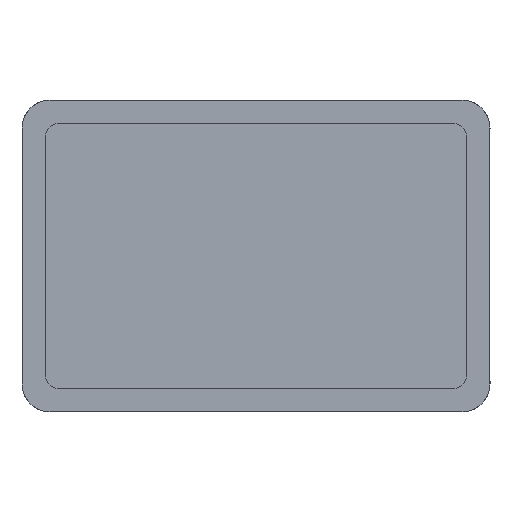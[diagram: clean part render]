
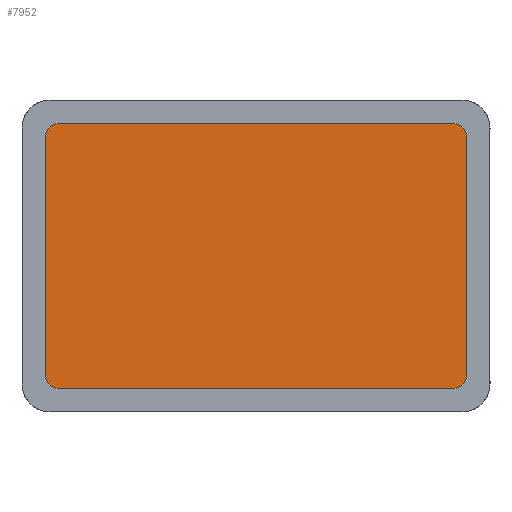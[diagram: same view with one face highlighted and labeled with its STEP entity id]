
A CAD part, front view. The second image highlights one B-rep face of the part: STEP entity #7952.
In plain terms, the highlighted planar face has unit normal (0, -1, 0).
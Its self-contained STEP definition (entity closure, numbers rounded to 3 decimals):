
#116 = DIRECTION ( 'NONE',  ( 0., 0., 1. ) ) ;
#149 = CIRCLE ( 'NONE', #12050, 9. ) ;
#153 = CARTESIAN_POINT ( 'NONE',  ( -126., 0., 76. ) ) ;
#349 = CARTESIAN_POINT ( 'NONE',  ( -135., 0., -76. ) ) ;
#426 = VERTEX_POINT ( 'NONE', #637 ) ;
#590 = EDGE_CURVE ( 'NONE', #2256, #426, #12619, .T. ) ;
#637 = CARTESIAN_POINT ( 'NONE',  ( -135., 0., 76. ) ) ;
#952 = PLANE ( 'NONE',  #10558 ) ;
#1331 = DIRECTION ( 'NONE',  ( 0., 1., 0. ) ) ;
#1411 = EDGE_CURVE ( 'NONE', #5806, #13191, #11107, .T. ) ;
#1530 = EDGE_CURVE ( 'NONE', #426, #15726, #10895, .T. ) ;
#1540 = EDGE_CURVE ( 'NONE', #7528, #6949, #6527, .T. ) ;
#2040 = DIRECTION ( 'NONE',  ( 0., 1., 0. ) ) ;
#2167 = VECTOR ( 'NONE', #16137, 1000. ) ;
#2256 = VERTEX_POINT ( 'NONE', #349 ) ;
#2371 = CARTESIAN_POINT ( 'NONE',  ( 126., 0., -76. ) ) ;
#3363 = DIRECTION ( 'NONE',  ( 0., 1., 0. ) ) ;
#3714 = DIRECTION ( 'NONE',  ( 0., 0., 1. ) ) ;
#3740 = ORIENTED_EDGE ( 'NONE', *, *, #13001, .F. ) ;
#4649 = CARTESIAN_POINT ( 'NONE',  ( -126., 0., -85. ) ) ;
#4845 = DIRECTION ( 'NONE',  ( 0., 0., 1. ) ) ;
#5055 = ORIENTED_EDGE ( 'NONE', *, *, #590, .F. ) ;
#5250 = CARTESIAN_POINT ( 'NONE',  ( -135., 0., 76. ) ) ;
#5604 = VECTOR ( 'NONE', #12820, 1000. ) ;
#5806 = VERTEX_POINT ( 'NONE', #11207 ) ;
#5855 = DIRECTION ( 'NONE',  ( 0., 1., 0. ) ) ;
#6038 = EDGE_LOOP ( 'NONE', ( #11078, #7796, #8748, #13171, #9226, #3740, #12862, #5055 ) ) ;
#6527 = LINE ( 'NONE', #7785, #5604 ) ;
#6599 = CIRCLE ( 'NONE', #8970, 9. ) ;
#6752 = CARTESIAN_POINT ( 'NONE',  ( -126., 0., 85. ) ) ;
#6771 = AXIS2_PLACEMENT_3D ( 'NONE', #13967, #8837, #3714 ) ;
#6949 = VERTEX_POINT ( 'NONE', #4649 ) ;
#7088 = DIRECTION ( 'NONE',  ( 0., 0., 1. ) ) ;
#7528 = VERTEX_POINT ( 'NONE', #11175 ) ;
#7778 = CARTESIAN_POINT ( 'NONE',  ( -126., 0., 85. ) ) ;
#7785 = CARTESIAN_POINT ( 'NONE',  ( -126., 0., -85. ) ) ;
#7796 = ORIENTED_EDGE ( 'NONE', *, *, #1540, .F. ) ;
#7952 = ADVANCED_FACE ( 'NONE', ( #9647 ), #952, .F. ) ;
#8627 = CIRCLE ( 'NONE', #6771, 9. ) ;
#8748 = ORIENTED_EDGE ( 'NONE', *, *, #15932, .F. ) ;
#8837 = DIRECTION ( 'NONE',  ( 0., 1., 0. ) ) ;
#8970 = AXIS2_PLACEMENT_3D ( 'NONE', #14290, #2040, #7088 ) ;
#9015 = DIRECTION ( 'NONE',  ( 0., 0., 1. ) ) ;
#9226 = ORIENTED_EDGE ( 'NONE', *, *, #15882, .F. ) ;
#9647 = FACE_OUTER_BOUND ( 'NONE', #6038, .T. ) ;
#9988 = CARTESIAN_POINT ( 'NONE',  ( 126., 0., 85. ) ) ;
#10098 = AXIS2_PLACEMENT_3D ( 'NONE', #153, #1331, #9015 ) ;
#10409 = LINE ( 'NONE', #6752, #10513 ) ;
#10513 = VECTOR ( 'NONE', #15612, 1000. ) ;
#10558 = AXIS2_PLACEMENT_3D ( 'NONE', #16178, #5855, #4845 ) ;
#10895 = CIRCLE ( 'NONE', #10098, 9. ) ;
#11071 = DIRECTION ( 'NONE',  ( 0., 0., 1. ) ) ;
#11078 = ORIENTED_EDGE ( 'NONE', *, *, #11666, .F. ) ;
#11107 = LINE ( 'NONE', #12332, #2167 ) ;
#11175 = CARTESIAN_POINT ( 'NONE',  ( 126., 0., -85. ) ) ;
#11207 = CARTESIAN_POINT ( 'NONE',  ( 135., 0., 76. ) ) ;
#11666 = EDGE_CURVE ( 'NONE', #6949, #2256, #8627, .T. ) ;
#12050 = AXIS2_PLACEMENT_3D ( 'NONE', #2371, #3363, #11071 ) ;
#12332 = CARTESIAN_POINT ( 'NONE',  ( 135., 0., 76. ) ) ;
#12383 = CARTESIAN_POINT ( 'NONE',  ( 135., 0., -76. ) ) ;
#12619 = LINE ( 'NONE', #5250, #12762 ) ;
#12762 = VECTOR ( 'NONE', #116, 1000. ) ;
#12820 = DIRECTION ( 'NONE',  ( -1., 0., 0. ) ) ;
#12862 = ORIENTED_EDGE ( 'NONE', *, *, #1530, .F. ) ;
#13001 = EDGE_CURVE ( 'NONE', #15726, #14469, #10409, .T. ) ;
#13171 = ORIENTED_EDGE ( 'NONE', *, *, #1411, .F. ) ;
#13191 = VERTEX_POINT ( 'NONE', #12383 ) ;
#13967 = CARTESIAN_POINT ( 'NONE',  ( -126., 0., -76. ) ) ;
#14290 = CARTESIAN_POINT ( 'NONE',  ( 126., 0., 76. ) ) ;
#14469 = VERTEX_POINT ( 'NONE', #9988 ) ;
#15612 = DIRECTION ( 'NONE',  ( 1., 0., 0. ) ) ;
#15726 = VERTEX_POINT ( 'NONE', #7778 ) ;
#15882 = EDGE_CURVE ( 'NONE', #14469, #5806, #6599, .T. ) ;
#15932 = EDGE_CURVE ( 'NONE', #13191, #7528, #149, .T. ) ;
#16137 = DIRECTION ( 'NONE',  ( 0., 0., -1. ) ) ;
#16178 = CARTESIAN_POINT ( 'NONE',  ( -126., 0., -76. ) ) ;
